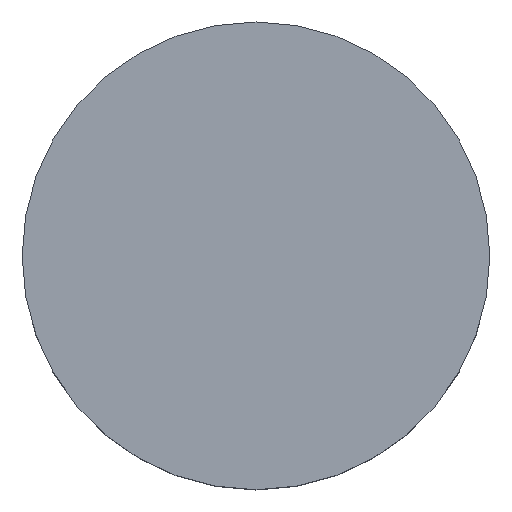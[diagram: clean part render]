
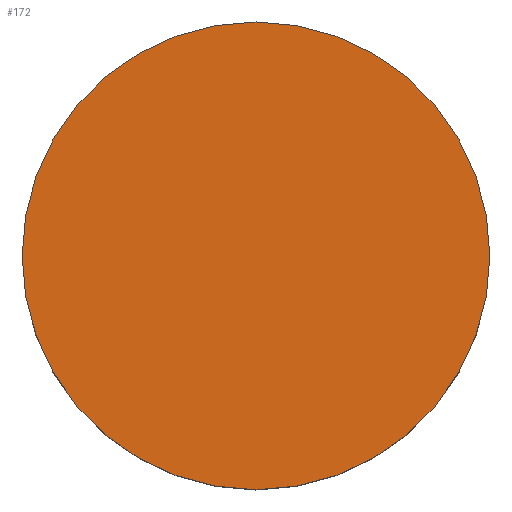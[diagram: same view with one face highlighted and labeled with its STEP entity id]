
A CAD part, top view. The second image highlights one B-rep face of the part: STEP entity #172.
In plain terms, the highlighted planar face has unit normal (0, 0, 1).
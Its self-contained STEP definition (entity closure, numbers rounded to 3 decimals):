
#1 = EDGE_LOOP ( 'NONE', ( #28, #201 ) ) ;
#3 = FACE_OUTER_BOUND ( 'NONE', #1, .T. ) ;
#17 = DIRECTION ( 'NONE',  ( 1., 0., 0. ) ) ;
#20 = AXIS2_PLACEMENT_3D ( 'NONE', #237, #134, #219 ) ;
#28 = ORIENTED_EDGE ( 'NONE', *, *, #117, .T. ) ;
#29 = VERTEX_POINT ( 'NONE', #216 ) ;
#65 = DIRECTION ( 'NONE',  ( 0., 0., 1. ) ) ;
#78 = CIRCLE ( 'NONE', #136, 3. ) ;
#112 = DIRECTION ( 'NONE',  ( 0., 0., 1. ) ) ;
#117 = EDGE_CURVE ( 'NONE', #29, #221, #78, .T. ) ;
#127 = AXIS2_PLACEMENT_3D ( 'NONE', #151, #112, #17 ) ;
#134 = DIRECTION ( 'NONE',  ( 0., 0., 1. ) ) ;
#136 = AXIS2_PLACEMENT_3D ( 'NONE', #238, #65, #195 ) ;
#142 = EDGE_CURVE ( 'NONE', #221, #29, #179, .T. ) ;
#151 = CARTESIAN_POINT ( 'NONE',  ( 0., 0., 37. ) ) ;
#155 = PLANE ( 'NONE',  #20 ) ;
#172 = ADVANCED_FACE ( 'NONE', ( #3 ), #155, .T. ) ;
#179 = CIRCLE ( 'NONE', #127, 3. ) ;
#195 = DIRECTION ( 'NONE',  ( 1., 0., 0. ) ) ;
#201 = ORIENTED_EDGE ( 'NONE', *, *, #142, .T. ) ;
#209 = CARTESIAN_POINT ( 'NONE',  ( 3., 0., 37. ) ) ;
#216 = CARTESIAN_POINT ( 'NONE',  ( -3., 0., 37. ) ) ;
#219 = DIRECTION ( 'NONE',  ( 1., 0., 0. ) ) ;
#221 = VERTEX_POINT ( 'NONE', #209 ) ;
#237 = CARTESIAN_POINT ( 'NONE',  ( 0., 0., 37. ) ) ;
#238 = CARTESIAN_POINT ( 'NONE',  ( 0., 0., 37. ) ) ;
